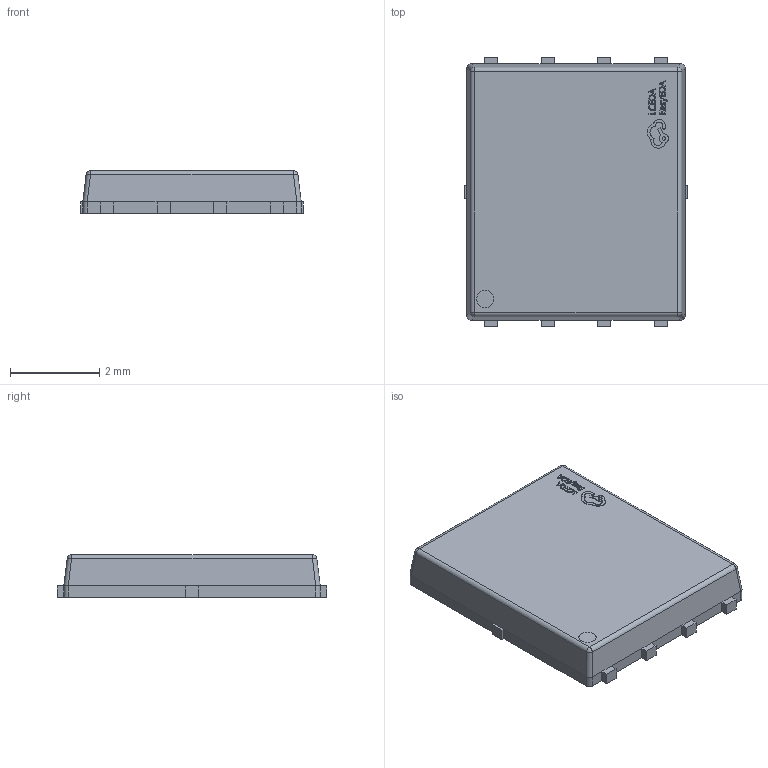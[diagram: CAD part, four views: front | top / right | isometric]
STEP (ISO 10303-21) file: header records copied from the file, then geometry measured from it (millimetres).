
FILE_DESCRIPTION (( 'STEP AP214' ), '1' );
FILE_NAME ('DFN-8_L5.8-W4.9-P1.27-LS6.0-BL-1.step', '2022-06-30T13:34:04', ( '' ), ( '' ), 'SwSTEP 2.0', 'SolidWorks 2020', '' );
FILE_SCHEMA (( 'AUTOMOTIVE_DESIGN' ));
Length unit declared in the file: millimetre
Products named in the file (1): DFN-8_L5.8-W4.9-P1.27-LS6.0-BL-1
Bounding box: 5 x 6.05 x 0.97 mm (x, y, z)
Volume: 26.4 mm3; surface area: 75.7 mm2
Topology: 1 solids, 1 shells, 446 faces, 1219 edges, 802 vertices
Faces by surface type: plane 316, bspline 112, cylinder 14, sphere 4
Entity records: 19731 total; most frequent: CARTESIAN_POINT 4608, ORIENTED_EDGE 2438, DIRECTION 1669, EDGE_CURVE 1219, VECTOR 959, LINE 959, VERTEX_POINT 802, EDGE_LOOP 473
